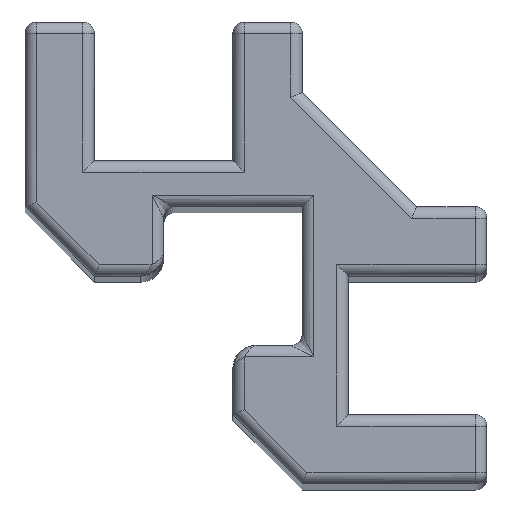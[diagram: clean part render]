
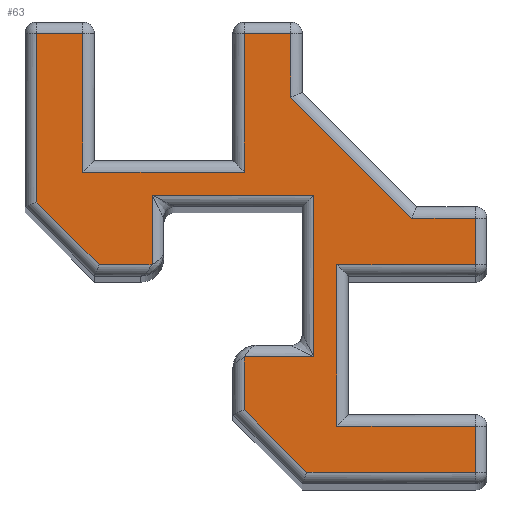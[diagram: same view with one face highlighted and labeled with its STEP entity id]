
A CAD part, top view. The second image highlights one B-rep face of the part: STEP entity #63.
In plain terms, the highlighted planar face has unit normal (0, 0, 1).
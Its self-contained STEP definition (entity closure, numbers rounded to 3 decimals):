
#63=ADVANCED_FACE('',(#278),#280,.T.);
#278=FACE_BOUND('',#279,.T.);
#279=EDGE_LOOP('',(#2164,#2165,#2166,#2167,#2168,#2169,#2170,#2171,#2172,#2173,#2174,
#2175,#2176,#2177,#2178,#2179,#2180,#2181,#2182,#2183,#2184,#2185,#2186));
#280=PLANE('',#281);
#281=AXIS2_PLACEMENT_3D('',#282,#283,#284);
#282=CARTESIAN_POINT('',(0.,0.,150.));
#283=DIRECTION('',(0.,0.,1.));
#284=DIRECTION('',(-1.,0.,0.));
#2164=ORIENTED_EDGE('',*,*,#2639,.T.);
#2165=ORIENTED_EDGE('',*,*,#2640,.T.);
#2166=ORIENTED_EDGE('',*,*,#2641,.T.);
#2167=ORIENTED_EDGE('',*,*,#2642,.T.);
#2168=ORIENTED_EDGE('',*,*,#2643,.T.);
#2169=ORIENTED_EDGE('',*,*,#2644,.T.);
#2170=ORIENTED_EDGE('',*,*,#2645,.T.);
#2171=ORIENTED_EDGE('',*,*,#2646,.T.);
#2172=ORIENTED_EDGE('',*,*,#2647,.T.);
#2173=ORIENTED_EDGE('',*,*,#2625,.T.);
#2174=ORIENTED_EDGE('',*,*,#2638,.T.);
#2175=ORIENTED_EDGE('',*,*,#2648,.T.);
#2176=ORIENTED_EDGE('',*,*,#2649,.T.);
#2177=ORIENTED_EDGE('',*,*,#2650,.T.);
#2178=ORIENTED_EDGE('',*,*,#2651,.T.);
#2179=ORIENTED_EDGE('',*,*,#2652,.T.);
#2180=ORIENTED_EDGE('',*,*,#2653,.T.);
#2181=ORIENTED_EDGE('',*,*,#2654,.T.);
#2182=ORIENTED_EDGE('',*,*,#2655,.T.);
#2183=ORIENTED_EDGE('',*,*,#2656,.T.);
#2184=ORIENTED_EDGE('',*,*,#2657,.T.);
#2185=ORIENTED_EDGE('',*,*,#2611,.T.);
#2186=ORIENTED_EDGE('',*,*,#2658,.T.);
#2611=EDGE_CURVE('',#2882,#2883,#2884,.F.);
#2625=EDGE_CURVE('',#2902,#2904,#2906,.F.);
#2638=EDGE_CURVE('',#2904,#2925,#2927,.F.);
#2639=EDGE_CURVE('',#2928,#2929,#2930,.T.);
#2640=EDGE_CURVE('',#2929,#2931,#2932,.F.);
#2641=EDGE_CURVE('',#2931,#2933,#2934,.F.);
#2642=EDGE_CURVE('',#2933,#2935,#2936,.F.);
#2643=EDGE_CURVE('',#2935,#2937,#2938,.T.);
#2644=EDGE_CURVE('',#2937,#2939,#2940,.T.);
#2645=EDGE_CURVE('',#2939,#2941,#2942,.F.);
#2646=EDGE_CURVE('',#2941,#2943,#2944,.F.);
#2647=EDGE_CURVE('',#2943,#2902,#2945,.F.);
#2648=EDGE_CURVE('',#2925,#2946,#2947,.F.);
#2649=EDGE_CURVE('',#2946,#2948,#2949,.F.);
#2650=EDGE_CURVE('',#2948,#2950,#2951,.F.);
#2651=EDGE_CURVE('',#2950,#2952,#2953,.T.);
#2652=EDGE_CURVE('',#2952,#2954,#2955,.T.);
#2653=EDGE_CURVE('',#2954,#2956,#2957,.F.);
#2654=EDGE_CURVE('',#2956,#2958,#2959,.F.);
#2655=EDGE_CURVE('',#2958,#2960,#2961,.F.);
#2656=EDGE_CURVE('',#2960,#2962,#2963,.T.);
#2657=EDGE_CURVE('',#2962,#2882,#2964,.F.);
#2658=EDGE_CURVE('',#2883,#2928,#2965,.F.);
#2882=VERTEX_POINT('',#3333);
#2883=VERTEX_POINT('',#3334);
#2884=LINE('',#3335,#3336);
#2902=VERTEX_POINT('',#3381);
#2904=VERTEX_POINT('',#3399);
#2906=LINE('',#3404,#3405);
#2925=VERTEX_POINT('',#3480);
#2927=LINE('',#3498,#3499);
#2928=VERTEX_POINT('',#3501);
#2929=VERTEX_POINT('',#3502);
#2930=LINE('',#3503,#3504);
#2931=VERTEX_POINT('',#3506);
#2932=LINE('',#3507,#3508);
#2933=VERTEX_POINT('',#3510);
#2934=LINE('',#3511,#3512);
#2935=VERTEX_POINT('',#3514);
#2936=LINE('',#3515,#3516);
#2937=VERTEX_POINT('',#3518);
#2938=LINE('',#3519,#3520);
#2939=VERTEX_POINT('',#3522);
#2940=LINE('',#3523,#3524);
#2941=VERTEX_POINT('',#3526);
#2942=LINE('',#3527,#3528);
#2943=VERTEX_POINT('',#3530);
#2944=LINE('',#3531,#3532);
#2945=LINE('',#3534,#3535);
#2946=VERTEX_POINT('',#3537);
#2947=LINE('',#3538,#3539);
#2948=VERTEX_POINT('',#3541);
#2949=LINE('',#3542,#3543);
#2950=VERTEX_POINT('',#3545);
#2951=LINE('',#3546,#3547);
#2952=VERTEX_POINT('',#3549);
#2953=LINE('',#3550,#3551);
#2954=VERTEX_POINT('',#3553);
#2955=LINE('',#3554,#3555);
#2956=VERTEX_POINT('',#3557);
#2957=LINE('',#3558,#3559);
#2958=VERTEX_POINT('',#3561);
#2959=LINE('',#3562,#3563);
#2960=VERTEX_POINT('',#3565);
#2961=LINE('',#3566,#3567);
#2962=VERTEX_POINT('',#3569);
#2963=LINE('',#3570,#3571);
#2964=LINE('',#3573,#3574);
#2965=LINE('',#3576,#3577);
#3333=CARTESIAN_POINT('',(6.743,1.5,150.));
#3334=CARTESIAN_POINT('',(1.5,6.743,150.));
#3335=CARTESIAN_POINT('',(1.5,6.743,150.));
#3336=VECTOR('',#3337,1.);
#3337=DIRECTION('',(0.707,-0.707,0.));
#3381=CARTESIAN_POINT('',(-4.5,2.5,150.));
#3399=CARTESIAN_POINT('',(2.5,2.5,150.));
#3404=CARTESIAN_POINT('',(2.5,2.5,150.));
#3405=VECTOR('',#3406,1.);
#3406=DIRECTION('',(-1.,0.,0.));
#3480=CARTESIAN_POINT('',(2.5,-4.5,150.));
#3498=CARTESIAN_POINT('',(2.5,-4.5,150.));
#3499=VECTOR('',#3500,1.);
#3500=DIRECTION('',(0.,1.,0.));
#3501=CARTESIAN_POINT('',(1.5,9.5,150.));
#3502=CARTESIAN_POINT('',(-0.5,9.5,150.));
#3503=CARTESIAN_POINT('',(1.5,9.5,150.));
#3504=VECTOR('',#3505,1.);
#3505=DIRECTION('',(-1.,0.,0.));
#3506=CARTESIAN_POINT('',(-0.5,3.5,150.));
#3507=CARTESIAN_POINT('',(-0.5,3.5,150.));
#3508=VECTOR('',#3509,1.);
#3509=DIRECTION('',(0.,1.,0.));
#3510=CARTESIAN_POINT('',(-7.5,3.5,150.));
#3511=CARTESIAN_POINT('',(-7.5,3.5,150.));
#3512=VECTOR('',#3513,1.);
#3513=DIRECTION('',(1.,0.,0.));
#3514=CARTESIAN_POINT('',(-7.5,9.5,150.));
#3515=CARTESIAN_POINT('',(-7.5,9.5,150.));
#3516=VECTOR('',#3517,1.);
#3517=DIRECTION('',(0.,-1.,0.));
#3518=CARTESIAN_POINT('',(-9.5,9.5,150.));
#3519=CARTESIAN_POINT('',(-7.5,9.5,150.));
#3520=VECTOR('',#3521,1.);
#3521=DIRECTION('',(-1.,0.,0.));
#3522=CARTESIAN_POINT('',(-9.5,2.207,150.));
#3523=CARTESIAN_POINT('',(-9.5,9.5,150.));
#3524=VECTOR('',#3525,1.);
#3525=DIRECTION('',(0.,-1.,0.));
#3526=CARTESIAN_POINT('',(-6.793,-0.5,150.));
#3527=CARTESIAN_POINT('',(-6.793,-0.5,150.));
#3528=VECTOR('',#3529,1.);
#3529=DIRECTION('',(-0.707,0.707,0.));
#3530=CARTESIAN_POINT('',(-4.5,-0.5,150.));
#3531=CARTESIAN_POINT('',(-4.5,-0.5,150.));
#3532=VECTOR('',#3533,1.);
#3533=DIRECTION('',(-1.,0.,0.));
#3534=CARTESIAN_POINT('',(-4.5,2.5,150.));
#3535=VECTOR('',#3536,1.);
#3536=DIRECTION('',(0.,-1.,0.));
#3537=CARTESIAN_POINT('',(-0.5,-4.5,150.));
#3538=CARTESIAN_POINT('',(-0.5,-4.5,150.));
#3539=VECTOR('',#3540,1.);
#3540=DIRECTION('',(1.,0.,0.));
#3541=CARTESIAN_POINT('',(-0.5,-6.793,150.));
#3542=CARTESIAN_POINT('',(-0.5,-6.793,150.));
#3543=VECTOR('',#3544,1.);
#3544=DIRECTION('',(0.,1.,0.));
#3545=CARTESIAN_POINT('',(2.207,-9.5,150.));
#3546=CARTESIAN_POINT('',(2.207,-9.5,150.));
#3547=VECTOR('',#3548,1.);
#3548=DIRECTION('',(-0.707,0.707,0.));
#3549=CARTESIAN_POINT('',(9.5,-9.5,150.));
#3550=CARTESIAN_POINT('',(2.207,-9.5,150.));
#3551=VECTOR('',#3552,1.);
#3552=DIRECTION('',(1.,0.,0.));
#3553=CARTESIAN_POINT('',(9.5,-7.5,150.));
#3554=CARTESIAN_POINT('',(9.5,-9.5,150.));
#3555=VECTOR('',#3556,1.);
#3556=DIRECTION('',(0.,1.,0.));
#3557=CARTESIAN_POINT('',(3.5,-7.5,150.));
#3558=CARTESIAN_POINT('',(3.5,-7.5,150.));
#3559=VECTOR('',#3560,1.);
#3560=DIRECTION('',(1.,0.,0.));
#3561=CARTESIAN_POINT('',(3.5,-0.5,150.));
#3562=CARTESIAN_POINT('',(3.5,-0.5,150.));
#3563=VECTOR('',#3564,1.);
#3564=DIRECTION('',(0.,-1.,0.));
#3565=CARTESIAN_POINT('',(9.5,-0.5,150.));
#3566=CARTESIAN_POINT('',(9.5,-0.5,150.));
#3567=VECTOR('',#3568,1.);
#3568=DIRECTION('',(-1.,0.,0.));
#3569=CARTESIAN_POINT('',(9.5,1.5,150.));
#3570=CARTESIAN_POINT('',(9.5,-0.5,150.));
#3571=VECTOR('',#3572,1.);
#3572=DIRECTION('',(0.,1.,0.));
#3573=CARTESIAN_POINT('',(6.743,1.5,150.));
#3574=VECTOR('',#3575,1.);
#3575=DIRECTION('',(1.,0.,0.));
#3576=CARTESIAN_POINT('',(1.5,9.5,150.));
#3577=VECTOR('',#3578,1.);
#3578=DIRECTION('',(0.,-1.,0.));
